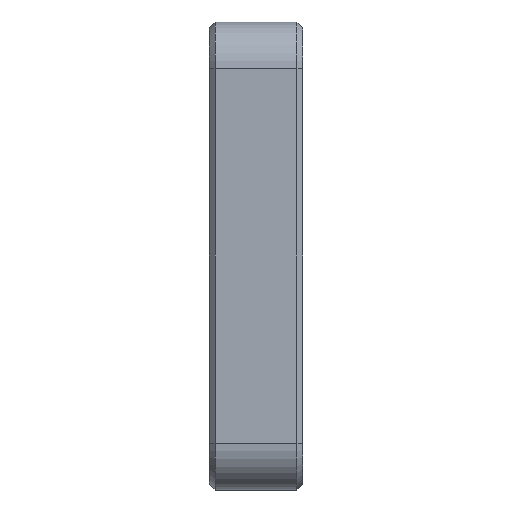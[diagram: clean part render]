
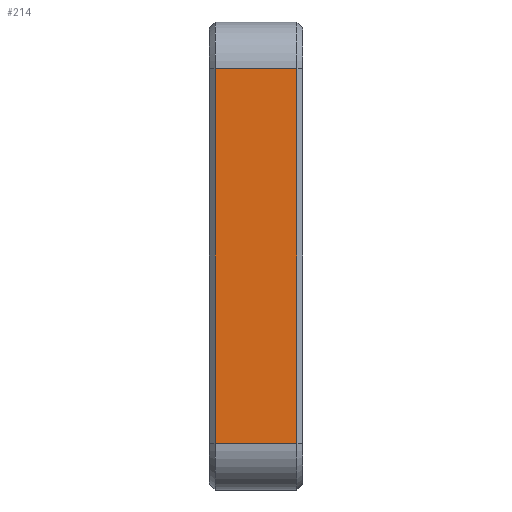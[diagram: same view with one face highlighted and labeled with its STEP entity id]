
A CAD part, front view. The second image highlights one B-rep face of the part: STEP entity #214.
In plain terms, the highlighted planar face has unit normal (0, -1, 0).
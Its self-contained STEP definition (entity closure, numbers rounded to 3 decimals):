
#214=ADVANCED_FACE('',(#442),#443,.T.);
#442=FACE_OUTER_BOUND('',#682,.T.);
#443=PLANE('',#683);
#682=EDGE_LOOP('',(#1226,#1227,#1228,#1229));
#683=AXIS2_PLACEMENT_3D('',#1230,#1231,#1232);
#1226=ORIENTED_EDGE('',*,*,#1545,.T.);
#1227=ORIENTED_EDGE('',*,*,#1565,.F.);
#1228=ORIENTED_EDGE('',*,*,#1579,.T.);
#1229=ORIENTED_EDGE('',*,*,#1575,.T.);
#1230=CARTESIAN_POINT('',(0.0,-40.0,0.));
#1231=DIRECTION('',(0.0,-1.0,0.0));
#1232=DIRECTION('',(0.0,0.0,1.0));
#1545=EDGE_CURVE('',#1857,#1865,#1867,.T.);
#1565=EDGE_CURVE('',#1893,#1865,#1895,.T.);
#1575=EDGE_CURVE('',#1907,#1857,#1908,.T.);
#1579=EDGE_CURVE('',#1893,#1907,#1913,.T.);
#1857=VERTEX_POINT('',#2248);
#1865=VERTEX_POINT('',#2259);
#1867=LINE('',#2262,#2263);
#1893=VERTEX_POINT('',#2297);
#1895=LINE('',#2299,#2300);
#1907=VERTEX_POINT('',#2316);
#1908=LINE('',#2317,#2318);
#1913=LINE('',#2324,#2325);
#2248=CARTESIAN_POINT('',(-15.0,-40.0,32.0));
#2259=CARTESIAN_POINT('',(-15.0,-40.0,-32.0));
#2262=CARTESIAN_POINT('',(-15.0,-40.0,20.0));
#2263=VECTOR('',#2644,1.0);
#2297=CARTESIAN_POINT('',(-1.0,-40.0,-32.0));
#2299=CARTESIAN_POINT('',(0.0,-40.,-32.0));
#2300=VECTOR('',#2668,1.0);
#2316=CARTESIAN_POINT('',(-1.0,-40.0,32.0));
#2317=CARTESIAN_POINT('',(0.0,-40.0,32.0));
#2318=VECTOR('',#2676,1.0);
#2324=CARTESIAN_POINT('',(-1.0,-40.0,20.0));
#2325=VECTOR('',#2681,1.0);
#2644=DIRECTION('',(0.0,0.0,-1.0));
#2668=DIRECTION('',(-1.0,0.0,0.0));
#2676=DIRECTION('',(-1.0,0.0,0.0));
#2681=DIRECTION('',(0.0,0.0,1.0));
